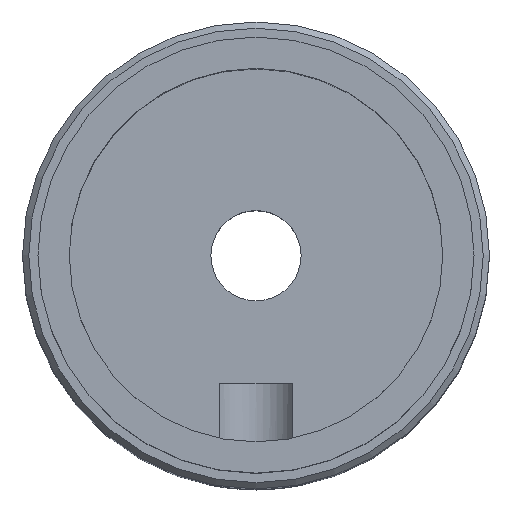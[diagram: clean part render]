
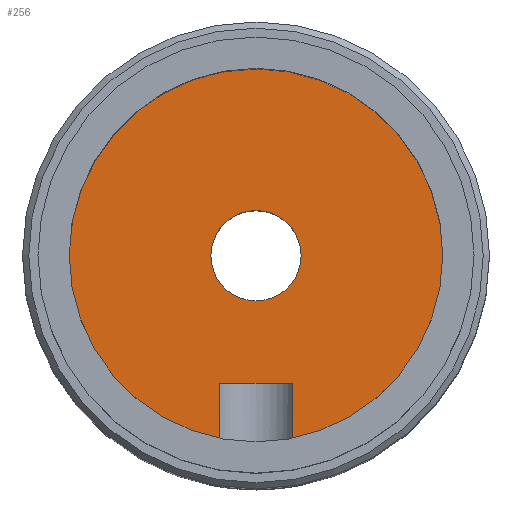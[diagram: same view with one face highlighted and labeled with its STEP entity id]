
A CAD part, top view. The second image highlights one B-rep face of the part: STEP entity #256.
In plain terms, the highlighted planar face has unit normal (0, 0, 1).
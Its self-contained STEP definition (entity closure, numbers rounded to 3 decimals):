
#17=LINE('',#482,#29);
#18=LINE('',#486,#30);
#20=LINE('',#554,#32);
#29=VECTOR('',#332,10.);
#30=VECTOR('',#337,10.);
#32=VECTOR('',#339,10.);
#56=FACE_BOUND('',#86,.T.);
#68=FACE_OUTER_BOUND('',#85,.T.);
#85=EDGE_LOOP('',(#195,#196,#197,#198,#199));
#86=EDGE_LOOP('',(#200));
#108=CIRCLE('',#296,6.);
#109=CIRCLE('',#297,6.);
#110=CIRCLE('',#298,1.45);
#126=VERTEX_POINT('',#480);
#127=VERTEX_POINT('',#481);
#128=VERTEX_POINT('',#485);
#131=VERTEX_POINT('',#530);
#132=VERTEX_POINT('',#556);
#133=VERTEX_POINT('',#559);
#150=EDGE_CURVE('',#126,#127,#17,.T.);
#152=EDGE_CURVE('',#128,#126,#18,.T.);
#157=EDGE_CURVE('',#127,#131,#20,.T.);
#158=EDGE_CURVE('',#131,#132,#108,.T.);
#159=EDGE_CURVE('',#132,#128,#109,.T.);
#160=EDGE_CURVE('',#133,#133,#110,.T.);
#195=ORIENTED_EDGE('',*,*,#152,.T.);
#196=ORIENTED_EDGE('',*,*,#150,.T.);
#197=ORIENTED_EDGE('',*,*,#157,.T.);
#198=ORIENTED_EDGE('',*,*,#158,.T.);
#199=ORIENTED_EDGE('',*,*,#159,.T.);
#200=ORIENTED_EDGE('',*,*,#160,.T.);
#247=PLANE('',#295);
#256=ADVANCED_FACE('',(#68,#56),#247,.T.);
#295=AXIS2_PLACEMENT_3D('',#555,#340,#341);
#296=AXIS2_PLACEMENT_3D('',#557,#342,#343);
#297=AXIS2_PLACEMENT_3D('',#558,#344,#345);
#298=AXIS2_PLACEMENT_3D('',#560,#346,#347);
#332=DIRECTION('',(1.,0.,0.));
#337=DIRECTION('',(0.,1.,0.));
#339=DIRECTION('',(0.,-1.,0.));
#340=DIRECTION('center_axis',(0.,0.,1.));
#341=DIRECTION('ref_axis',(1.,0.,0.));
#342=DIRECTION('center_axis',(0.,0.,1.));
#343=DIRECTION('ref_axis',(-1.,0.,0.));
#344=DIRECTION('center_axis',(0.,0.,1.));
#345=DIRECTION('ref_axis',(-1.,0.,0.));
#346=DIRECTION('center_axis',(0.,0.,-1.));
#347=DIRECTION('ref_axis',(-1.,0.,0.));
#480=CARTESIAN_POINT('',(-1.164,-4.1,3.));
#481=CARTESIAN_POINT('',(1.164,-4.1,3.));
#482=CARTESIAN_POINT('',(0.,-4.1,3.));
#485=CARTESIAN_POINT('',(-1.164,-5.886,3.));
#486=CARTESIAN_POINT('',(-1.164,-4.1,3.));
#530=CARTESIAN_POINT('',(1.164,-5.886,3.));
#554=CARTESIAN_POINT('',(1.164,-4.1,3.));
#555=CARTESIAN_POINT('Origin',(0.,0.,3.));
#556=CARTESIAN_POINT('',(6.,0.,3.));
#557=CARTESIAN_POINT('Origin',(0.,0.,3.));
#558=CARTESIAN_POINT('Origin',(0.,0.,3.));
#559=CARTESIAN_POINT('',(1.45,0.,3.));
#560=CARTESIAN_POINT('Origin',(0.,0.,3.));
